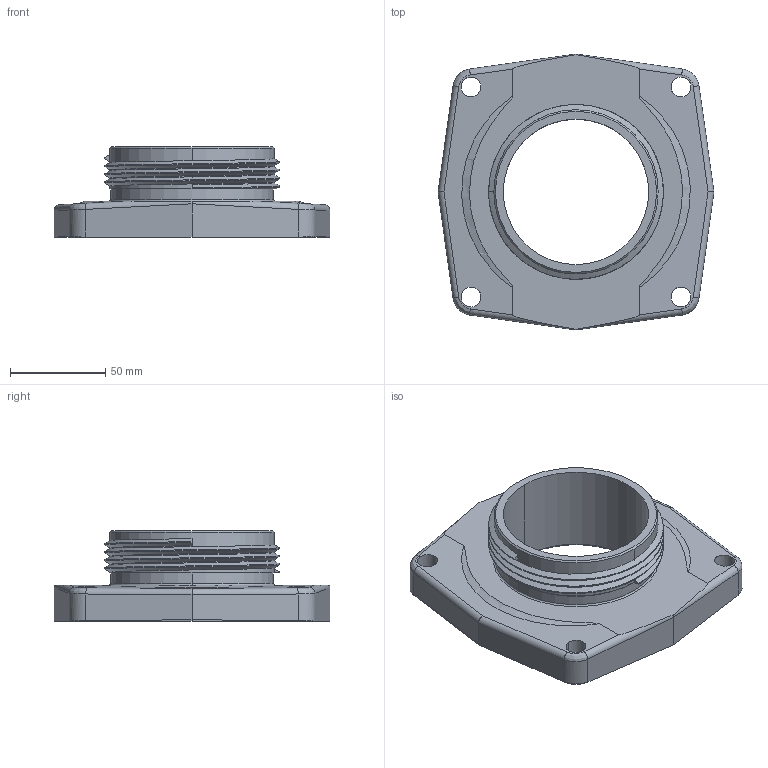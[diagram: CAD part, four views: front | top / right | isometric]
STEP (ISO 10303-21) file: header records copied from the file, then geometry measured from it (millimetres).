
FILE_DESCRIPTION((''),'2;1');
FILE_NAME('C17734','2012-04-12T',('sobri'),(''),'PRO/ENGINEER BY PARAMETRIC TECHNOLOGY CORPORATION, 2011180','PRO/ENGINEER BY PARAMETRIC TECHNOLOGY CORPORATION, 2011180','');
FILE_SCHEMA(('CONFIG_CONTROL_DESIGN'));
Length unit declared in the file: inch
Products named in the file (1): C17734
Bounding box: 144.46 x 144.46 x 47.62 mm (x, y, z)
Volume: 288080.6 mm3; surface area: 67259.2 mm2
Topology: 1 solids, 1 shells, 70 faces, 167 edges, 101 vertices
Faces by surface type: cylinder 34, plane 16, bspline 14, cone 4, torus 2
Entity records: 4601 total; most frequent: CARTESIAN_POINT 3044, ORIENTED_EDGE 334, DIRECTION 274, EDGE_CURVE 167, AXIS2_PLACEMENT_3D 102, VERTEX_POINT 101, EDGE_LOOP 82, VECTOR 70
